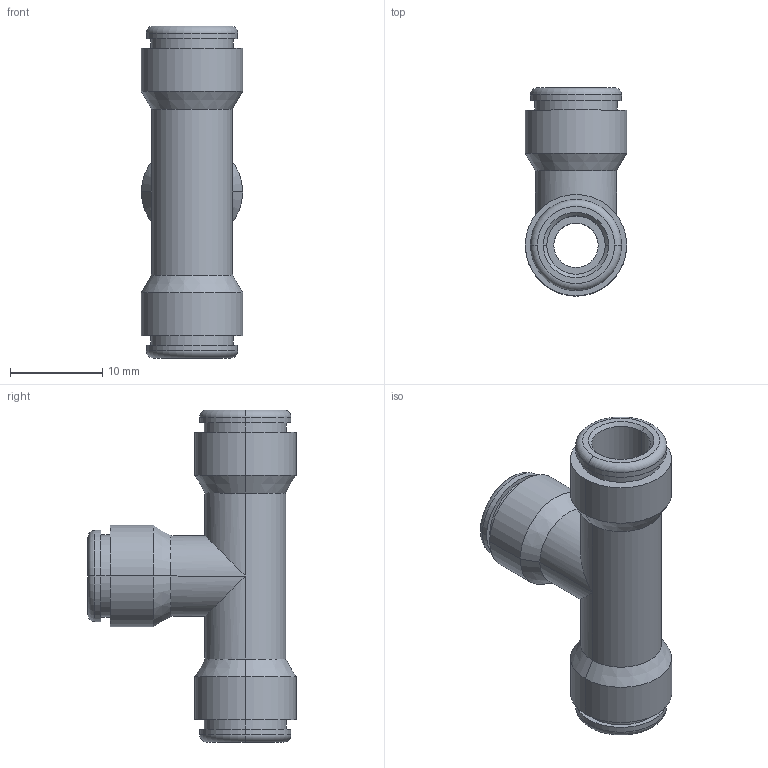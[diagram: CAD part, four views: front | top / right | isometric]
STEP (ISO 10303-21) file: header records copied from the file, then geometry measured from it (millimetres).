
FILE_DESCRIPTION (( 'STEP AP203' ), '1' );
FILE_NAME ('5779K34_Push-to-Connect Tube Fitting for Air.STEP', '2021-09-09T04:26:03', ( 'Administrator' ), ( 'Managed by Terraform' ), 'SwSTEP 2.0', 'SolidWorks 2017', '' );
FILE_SCHEMA (( 'CONFIG_CONTROL_DESIGN' ));
Length unit declared in the file: inch
Products named in the file (1): 5779K34_Push-to-Connect Tube Fitting for Air
Bounding box: 11 x 22.61 x 36.07 mm (x, y, z)
Volume: 2122.9 mm3; surface area: 2717.2 mm2
Topology: 1 solids, 1 shells, 64 faces, 134 edges, 80 vertices
Faces by surface type: cylinder 34, cone 12, plane 12, torus 6
Entity records: 1801 total; most frequent: DIRECTION 338, CARTESIAN_POINT 297, ORIENTED_EDGE 268, AXIS2_PLACEMENT_3D 145, EDGE_CURVE 134, VERTEX_POINT 80, CIRCLE 80, EDGE_LOOP 76
